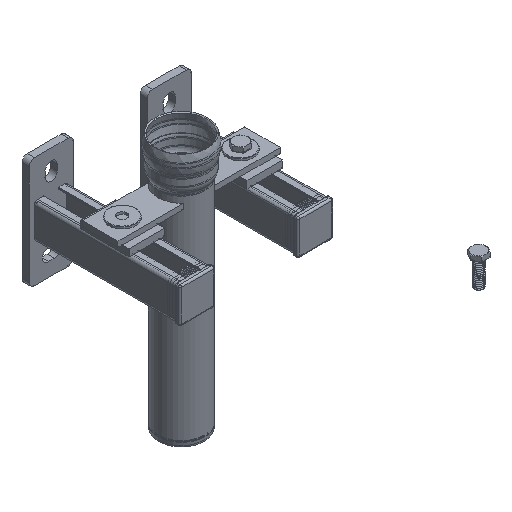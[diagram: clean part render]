
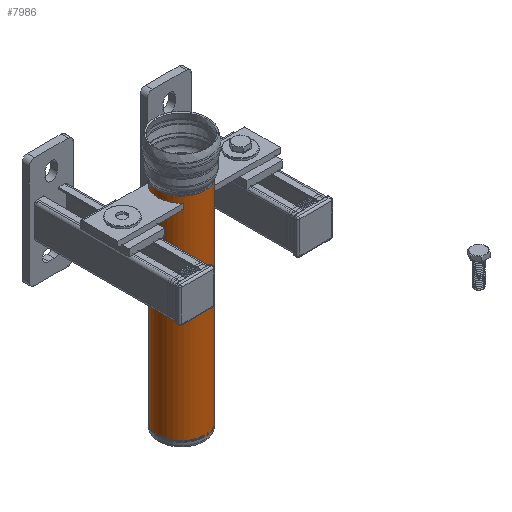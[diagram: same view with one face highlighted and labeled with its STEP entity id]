
A CAD part, isometric view. The second image highlights one B-rep face of the part: STEP entity #7986.
In plain terms, the highlighted cylindrical face has radius 26.5 mm (diameter 52.999 mm), a full revolution.
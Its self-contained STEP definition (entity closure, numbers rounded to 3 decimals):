
#702=FACE_OUTER_BOUND('',#1226,.T.);
#1226=EDGE_LOOP('',(#6233,#6234,#6235,#6236,#6237));
#1869=LINE('',#13416,#2587);
#2587=VECTOR('',#10209,26.5);
#3150=CIRCLE('',#8647,26.5);
#3151=CIRCLE('',#8648,26.5);
#3155=CIRCLE('',#8653,26.5);
#3715=VERTEX_POINT('',#13405);
#3716=VERTEX_POINT('',#13406);
#3719=VERTEX_POINT('',#13415);
#4605=EDGE_CURVE('',#3715,#3716,#3150,.T.);
#4606=EDGE_CURVE('',#3716,#3715,#3151,.T.);
#4610=EDGE_CURVE('',#3716,#3719,#1869,.T.);
#4611=EDGE_CURVE('',#3719,#3719,#3155,.T.);
#6233=ORIENTED_EDGE('',*,*,#4605,.F.);
#6234=ORIENTED_EDGE('',*,*,#4606,.F.);
#6235=ORIENTED_EDGE('',*,*,#4610,.T.);
#6236=ORIENTED_EDGE('',*,*,#4611,.F.);
#6237=ORIENTED_EDGE('',*,*,#4610,.F.);
#7733=CYLINDRICAL_SURFACE('',#8652,26.5);
#7986=ADVANCED_FACE('',(#702),#7733,.T.);
#8647=AXIS2_PLACEMENT_3D('',#13407,#10197,#10198);
#8648=AXIS2_PLACEMENT_3D('',#13408,#10199,#10200);
#8652=AXIS2_PLACEMENT_3D('',#13414,#10207,#10208);
#8653=AXIS2_PLACEMENT_3D('',#13417,#10210,#10211);
#10197=DIRECTION('center_axis',(0.,0.,-1.));
#10198=DIRECTION('ref_axis',(1.,0.,0.));
#10199=DIRECTION('center_axis',(0.,0.,-1.));
#10200=DIRECTION('ref_axis',(1.,0.,0.));
#10207=DIRECTION('center_axis',(0.,0.,-1.));
#10208=DIRECTION('ref_axis',(-1.,0.,0.));
#10209=DIRECTION('',(0.,0.,1.));
#10210=DIRECTION('center_axis',(0.,0.,1.));
#10211=DIRECTION('ref_axis',(-1.,0.,0.));
#13405=CARTESIAN_POINT('',(-2916.197,-114.5,191.483));
#13406=CARTESIAN_POINT('',(-2889.697,-88.,191.483));
#13407=CARTESIAN_POINT('Origin',(-2916.197,-88.,191.483));
#13408=CARTESIAN_POINT('Origin',(-2916.197,-88.,191.483));
#13414=CARTESIAN_POINT('Origin',(-2916.197,-88.,-884.37));
#13415=CARTESIAN_POINT('',(-2889.697,-88.,431.057));
#13416=CARTESIAN_POINT('',(-2889.697,-88.,-884.37));
#13417=CARTESIAN_POINT('Origin',(-2916.197,-88.,431.057));
